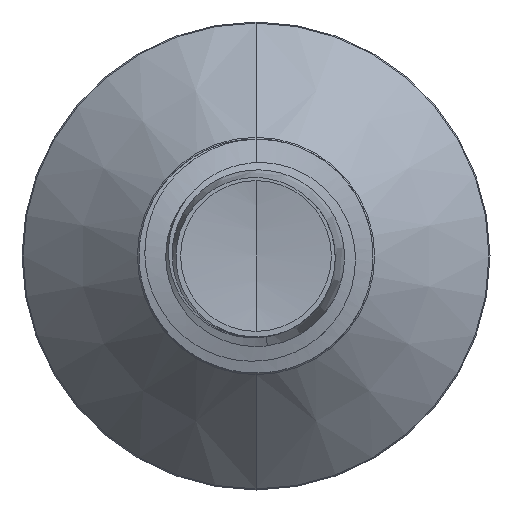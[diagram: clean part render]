
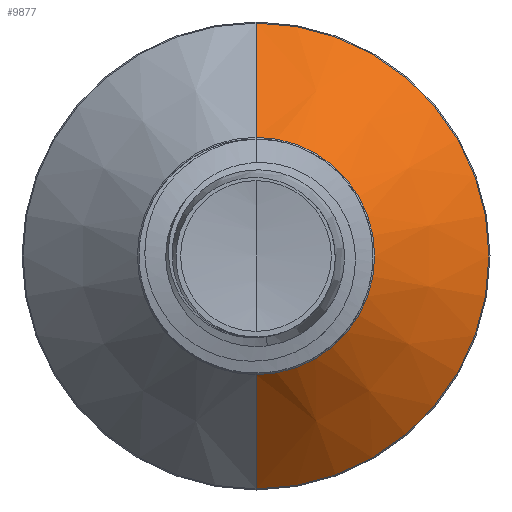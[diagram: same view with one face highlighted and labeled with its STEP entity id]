
A CAD part, front view. The second image highlights one B-rep face of the part: STEP entity #9877.
In plain terms, the highlighted conical face has half-angle 45 degrees and reference radius 1.522 mm.
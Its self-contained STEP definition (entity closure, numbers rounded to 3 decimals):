
#252 = EDGE_LOOP ( 'NONE', ( #9657, #891, #12107, #5781 ) ) ;
#310 = DIRECTION ( 'NONE',  ( 0., 0., 1. ) ) ;
#891 = ORIENTED_EDGE ( 'NONE', *, *, #10875, .T. ) ;
#1132 = CONICAL_SURFACE ( 'NONE', #13556, 1.522, 0.785 ) ;
#1522 = EDGE_CURVE ( 'NONE', #8644, #7092, #12709, .T. ) ;
#2204 = CARTESIAN_POINT ( 'NONE',  ( 0., 3.972, 1.522 ) ) ;
#2354 = LINE ( 'NONE', #2204, #2686 ) ;
#2558 = CIRCLE ( 'NONE', #4158, 1.522 ) ;
#2686 = VECTOR ( 'NONE', #8529, 1000. ) ;
#3050 = DIRECTION ( 'NONE',  ( 0., 1., 0. ) ) ;
#4158 = AXIS2_PLACEMENT_3D ( 'NONE', #11024, #4769, #12084 ) ;
#4419 = LINE ( 'NONE', #13076, #6940 ) ;
#4748 = EDGE_CURVE ( 'NONE', #7065, #8644, #2354, .T. ) ;
#4769 = DIRECTION ( 'NONE',  ( 0., 1., 0. ) ) ;
#5781 = ORIENTED_EDGE ( 'NONE', *, *, #4748, .F. ) ;
#6543 = CARTESIAN_POINT ( 'NONE',  ( 0., 5.437, -2.987 ) ) ;
#6940 = VECTOR ( 'NONE', #9826, 1000. ) ;
#7065 = VERTEX_POINT ( 'NONE', #7596 ) ;
#7092 = VERTEX_POINT ( 'NONE', #6543 ) ;
#7297 = CARTESIAN_POINT ( 'NONE',  ( 0., 3.972, -1.522 ) ) ;
#7596 = CARTESIAN_POINT ( 'NONE',  ( 0., 3.972, 1.522 ) ) ;
#8083 = FACE_OUTER_BOUND ( 'NONE', #252, .T. ) ;
#8202 = VERTEX_POINT ( 'NONE', #7297 ) ;
#8529 = DIRECTION ( 'NONE',  ( 0., 0.707, 0.707 ) ) ;
#8644 = VERTEX_POINT ( 'NONE', #11798 ) ;
#9081 = CARTESIAN_POINT ( 'NONE',  ( 0., 3.972, 0. ) ) ;
#9352 = CARTESIAN_POINT ( 'NONE',  ( 0., 5.437, 0. ) ) ;
#9657 = ORIENTED_EDGE ( 'NONE', *, *, #10006, .T. ) ;
#9826 = DIRECTION ( 'NONE',  ( 0., 0.707, -0.707 ) ) ;
#9877 = ADVANCED_FACE ( 'NONE', ( #8083 ), #1132, .T. ) ;
#9886 = DIRECTION ( 'NONE',  ( 0., 1., 0. ) ) ;
#10006 = EDGE_CURVE ( 'NONE', #7065, #8202, #2558, .T. ) ;
#10388 = DIRECTION ( 'NONE',  ( 0., 0., 1. ) ) ;
#10875 = EDGE_CURVE ( 'NONE', #8202, #7092, #4419, .T. ) ;
#11024 = CARTESIAN_POINT ( 'NONE',  ( 0., 3.972, 0. ) ) ;
#11798 = CARTESIAN_POINT ( 'NONE',  ( 0., 5.437, 2.987 ) ) ;
#12084 = DIRECTION ( 'NONE',  ( 0., 0., 1. ) ) ;
#12107 = ORIENTED_EDGE ( 'NONE', *, *, #1522, .F. ) ;
#12310 = AXIS2_PLACEMENT_3D ( 'NONE', #9352, #3050, #10388 ) ;
#12709 = CIRCLE ( 'NONE', #12310, 2.987 ) ;
#13076 = CARTESIAN_POINT ( 'NONE',  ( 0., 3.972, -1.522 ) ) ;
#13556 = AXIS2_PLACEMENT_3D ( 'NONE', #9081, #9886, #310 ) ;
